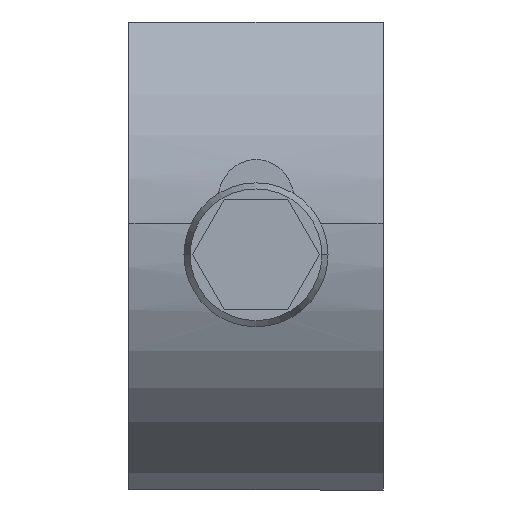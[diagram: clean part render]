
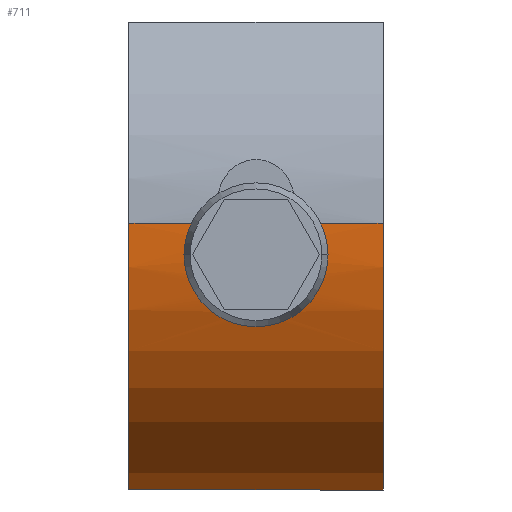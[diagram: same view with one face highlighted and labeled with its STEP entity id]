
A CAD part, top view. The second image highlights one B-rep face of the part: STEP entity #711.
In plain terms, the highlighted cylindrical face has radius 33 mm (diameter 66 mm), a partial arc.
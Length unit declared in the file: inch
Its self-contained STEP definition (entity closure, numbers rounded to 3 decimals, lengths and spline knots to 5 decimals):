
#6 = ORIENTED_EDGE ( 'NONE', *, *, #1165, .T. ) ;
#41 = CIRCLE ( 'NONE', #506, 1.29921 ) ;
#42 = CARTESIAN_POINT ( 'NONE',  ( 0.59055, -1.09149, 0.90403 ) ) ;
#44 = FACE_OUTER_BOUND ( 'NONE', #877, .T. ) ;
#70 = DIRECTION ( 'NONE',  ( 1., 0., 0. ) ) ;
#76 = VECTOR ( 'NONE', #135, 39.37008 ) ;
#81 = CARTESIAN_POINT ( 'NONE',  ( 0.02318, -0.2753, 1.74044 ) ) ;
#84 = VERTEX_POINT ( 'NONE', #596 ) ;
#85 = CARTESIAN_POINT ( 'NONE',  ( -0.02318, -0.2753, 1.74044 ) ) ;
#88 = VERTEX_POINT ( 'NONE', #387 ) ;
#94 = ORIENTED_EDGE ( 'NONE', *, *, #1016, .T. ) ;
#102 = CARTESIAN_POINT ( 'NONE',  ( 0.14091, -0.21025, 1.76095 ) ) ;
#108 = ORIENTED_EDGE ( 'NONE', *, *, #633, .T. ) ;
#111 = DIRECTION ( 'NONE',  ( -1., 0., 0. ) ) ;
#124 = ORIENTED_EDGE ( 'NONE', *, *, #590, .T. ) ;
#135 = DIRECTION ( 'NONE',  ( 1., 0., 0. ) ) ;
#169 = CARTESIAN_POINT ( 'NONE',  ( 0.17602, -0.12799, 1.78162 ) ) ;
#186 = CARTESIAN_POINT ( 'NONE',  ( -0.04589, -0.27101, 1.74191 ) ) ;
#208 = DIRECTION ( 'NONE',  ( 0., 0., 1. ) ) ;
#223 = ORIENTED_EDGE ( 'NONE', *, *, #1207, .T. ) ;
#243 = EDGE_CURVE ( 'NONE', #893, #514, #561, .T. ) ;
#259 = B_SPLINE_CURVE_WITH_KNOTS ( 'NONE', 3,
 ( #484, #1208, #169, #1004, #586, #1000, #520, #102, #810, #298, #1224, #308, #393, #828, #1238, #81, #290, #727, #85, #186, #1326, #499, #1331, #710, #606, #400, #617, #1011, #302, #705, #1338, #716, #1020, #817 ),
 .UNSPECIFIED., .F., .F.,
 ( 4, 2, 2, 2, 2, 2, 2, 2, 2, 2, 2, 2, 2, 2, 2, 2, 4 ),
 ( 0., 0.00088, 0.00176, 0.00264, 0.00352, 0.0044, 0.00528, 0.00616, 0.00704, 0.00792, 0.0088, 0.00967, 0.01055, 0.01143, 0.01231, 0.01319, 0.01407 ),
 .UNSPECIFIED. ) ;
#290 = CARTESIAN_POINT ( 'NONE',  ( 0.01169, -0.27638, 1.74007 ) ) ;
#298 = CARTESIAN_POINT ( 'NONE',  ( 0.11709, -0.23468, 1.75369 ) ) ;
#302 = CARTESIAN_POINT ( 'NONE',  ( -0.15919, -0.18189, 1.76872 ) ) ;
#308 = CARTESIAN_POINT ( 'NONE',  ( 0.08881, -0.25408, 1.74755 ) ) ;
#387 = CARTESIAN_POINT ( 'NONE',  ( 0.17717, -0.10525, 1.78628 ) ) ;
#393 = CARTESIAN_POINT ( 'NONE',  ( 0.07852, -0.25931, 1.74583 ) ) ;
#400 = CARTESIAN_POINT ( 'NONE',  ( -0.13346, -0.21899, 1.7584 ) ) ;
#423 = DIRECTION ( 'NONE',  ( -1., 0., 0. ) ) ;
#431 = ORIENTED_EDGE ( 'NONE', *, *, #790, .T. ) ;
#442 = CARTESIAN_POINT ( 'NONE',  ( -0.59055, -1.09149, 0.90403 ) ) ;
#443 = LINE ( 'NONE', #646, #1249 ) ;
#484 = CARTESIAN_POINT ( 'NONE',  ( 0.17717, -0.10525, 1.78628 ) ) ;
#488 = CARTESIAN_POINT ( 'NONE',  ( 0.59055, -1.09149, 0.90403 ) ) ;
#499 = CARTESIAN_POINT ( 'NONE',  ( -0.0784, -0.25937, 1.74581 ) ) ;
#506 = AXIS2_PLACEMENT_3D ( 'NONE', #1108, #1291, #1317 ) ;
#514 = VERTEX_POINT ( 'NONE', #792 ) ;
#520 = CARTESIAN_POINT ( 'NONE',  ( 0.15377, -0.19168, 1.76611 ) ) ;
#526 = LINE ( 'NONE', #656, #971 ) ;
#551 = CARTESIAN_POINT ( 'NONE',  ( -0.59055, 0.1471, 1.81102 ) ) ;
#561 = CIRCLE ( 'NONE', #734, 1.29921 ) ;
#586 = CARTESIAN_POINT ( 'NONE',  ( 0.16811, -0.16104, 1.774 ) ) ;
#590 = EDGE_CURVE ( 'NONE', #1118, #833, #908, .T. ) ;
#594 = CARTESIAN_POINT ( 'NONE',  ( 0.17717, 0.1471, 0.51181 ) ) ;
#596 = CARTESIAN_POINT ( 'NONE',  ( 0.59055, 0.1471, 1.81102 ) ) ;
#606 = CARTESIAN_POINT ( 'NONE',  ( -0.11691, -0.23484, 1.75364 ) ) ;
#617 = CARTESIAN_POINT ( 'NONE',  ( -0.14078, -0.2104, 1.76091 ) ) ;
#633 = EDGE_CURVE ( 'NONE', #84, #1229, #443, .T. ) ;
#644 = CIRCLE ( 'NONE', #813, 1.29921 ) ;
#646 = CARTESIAN_POINT ( 'NONE',  ( 0.59055, 0.1471, 1.81102 ) ) ;
#653 = LINE ( 'NONE', #488, #76 ) ;
#656 = CARTESIAN_POINT ( 'NONE',  ( 0.59055, 0.1471, 1.81102 ) ) ;
#690 = CARTESIAN_POINT ( 'NONE',  ( 0.17717, 0.1471, 1.81102 ) ) ;
#705 = CARTESIAN_POINT ( 'NONE',  ( -0.16809, -0.16109, 1.77398 ) ) ;
#710 = CARTESIAN_POINT ( 'NONE',  ( -0.10795, -0.24185, 1.75145 ) ) ;
#711 = ADVANCED_FACE ( 'NONE', ( #44 ), #1087, .T. ) ;
#716 = CARTESIAN_POINT ( 'NONE',  ( -0.17599, -0.1282, 1.78157 ) ) ;
#727 = CARTESIAN_POINT ( 'NONE',  ( -0.01144, -0.27639, 1.74006 ) ) ;
#734 = AXIS2_PLACEMENT_3D ( 'NONE', #1033, #1152, #741 ) ;
#741 = DIRECTION ( 'NONE',  ( 0., 0., 1. ) ) ;
#757 = CARTESIAN_POINT ( 'NONE',  ( -0.59055, 0.1471, 0.51181 ) ) ;
#790 = EDGE_CURVE ( 'NONE', #833, #1157, #653, .T. ) ;
#792 = CARTESIAN_POINT ( 'NONE',  ( -0.17717, 0.1471, 1.81102 ) ) ;
#810 = CARTESIAN_POINT ( 'NONE',  ( 0.13343, -0.21901, 1.7584 ) ) ;
#813 = AXIS2_PLACEMENT_3D ( 'NONE', #594, #70, #1309 ) ;
#814 = ORIENTED_EDGE ( 'NONE', *, *, #1027, .T. ) ;
#817 = CARTESIAN_POINT ( 'NONE',  ( -0.17717, -0.10525, 1.78628 ) ) ;
#828 = CARTESIAN_POINT ( 'NONE',  ( 0.05721, -0.26773, 1.74302 ) ) ;
#833 = VERTEX_POINT ( 'NONE', #442 ) ;
#877 = EDGE_LOOP ( 'NONE', ( #223, #108, #94, #814, #1258, #6, #124, #431 ) ) ;
#893 = VERTEX_POINT ( 'NONE', #1279 ) ;
#908 = CIRCLE ( 'NONE', #1103, 1.29921 ) ;
#958 = DIRECTION ( 'NONE',  ( 1., 0., 0. ) ) ;
#971 = VECTOR ( 'NONE', #111, 39.37008 ) ;
#978 = DIRECTION ( 'NONE',  ( 0., 0., 1. ) ) ;
#1000 = CARTESIAN_POINT ( 'NONE',  ( 0.15921, -0.18184, 1.76874 ) ) ;
#1004 = CARTESIAN_POINT ( 'NONE',  ( 0.17152, -0.15009, 1.77663 ) ) ;
#1011 = CARTESIAN_POINT ( 'NONE',  ( -0.15363, -0.19191, 1.76605 ) ) ;
#1016 = EDGE_CURVE ( 'NONE', #1229, #88, #644, .T. ) ;
#1020 = CARTESIAN_POINT ( 'NONE',  ( -0.17717, -0.11673, 1.78401 ) ) ;
#1027 = EDGE_CURVE ( 'NONE', #88, #893, #259, .T. ) ;
#1033 = CARTESIAN_POINT ( 'NONE',  ( -0.17717, 0.1471, 0.51181 ) ) ;
#1063 = CARTESIAN_POINT ( 'NONE',  ( 0.59055, 0.1471, 0.51181 ) ) ;
#1076 = AXIS2_PLACEMENT_3D ( 'NONE', #1063, #1079, #978 ) ;
#1079 = DIRECTION ( 'NONE',  ( -1., 0., 0. ) ) ;
#1087 = CYLINDRICAL_SURFACE ( 'NONE', #1076, 1.29921 ) ;
#1103 = AXIS2_PLACEMENT_3D ( 'NONE', #757, #958, #208 ) ;
#1108 = CARTESIAN_POINT ( 'NONE',  ( 0.59055, 0.1471, 0.51181 ) ) ;
#1118 = VERTEX_POINT ( 'NONE', #551 ) ;
#1152 = DIRECTION ( 'NONE',  ( -1., 0., 0. ) ) ;
#1157 = VERTEX_POINT ( 'NONE', #42 ) ;
#1165 = EDGE_CURVE ( 'NONE', #514, #1118, #526, .T. ) ;
#1207 = EDGE_CURVE ( 'NONE', #1157, #84, #41, .T. ) ;
#1208 = CARTESIAN_POINT ( 'NONE',  ( 0.17717, -0.11673, 1.78401 ) ) ;
#1224 = CARTESIAN_POINT ( 'NONE',  ( 0.10818, -0.2417, 1.7515 ) ) ;
#1229 = VERTEX_POINT ( 'NONE', #690 ) ;
#1238 = CARTESIAN_POINT ( 'NONE',  ( 0.04603, -0.27097, 1.74192 ) ) ;
#1249 = VECTOR ( 'NONE', #423, 39.37008 ) ;
#1258 = ORIENTED_EDGE ( 'NONE', *, *, #243, .T. ) ;
#1279 = CARTESIAN_POINT ( 'NONE',  ( -0.17717, -0.10525, 1.78628 ) ) ;
#1291 = DIRECTION ( 'NONE',  ( -1., 0., 0. ) ) ;
#1309 = DIRECTION ( 'NONE',  ( 0., 0., 1. ) ) ;
#1317 = DIRECTION ( 'NONE',  ( 0., 0., 1. ) ) ;
#1326 = CARTESIAN_POINT ( 'NONE',  ( -0.05694, -0.26783, 1.74299 ) ) ;
#1331 = CARTESIAN_POINT ( 'NONE',  ( -0.08876, -0.25409, 1.74754 ) ) ;
#1338 = CARTESIAN_POINT ( 'NONE',  ( -0.17144, -0.15036, 1.77656 ) ) ;
